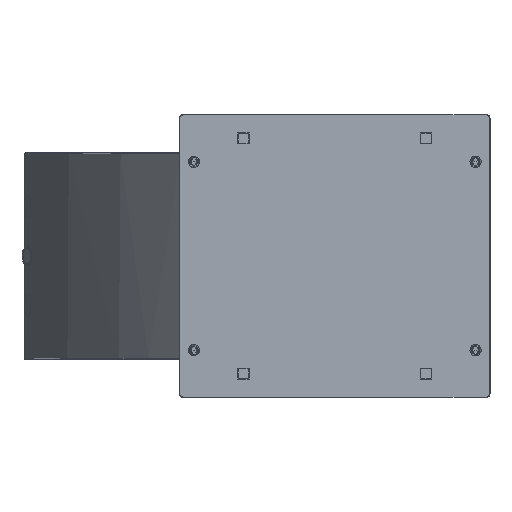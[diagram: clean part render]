
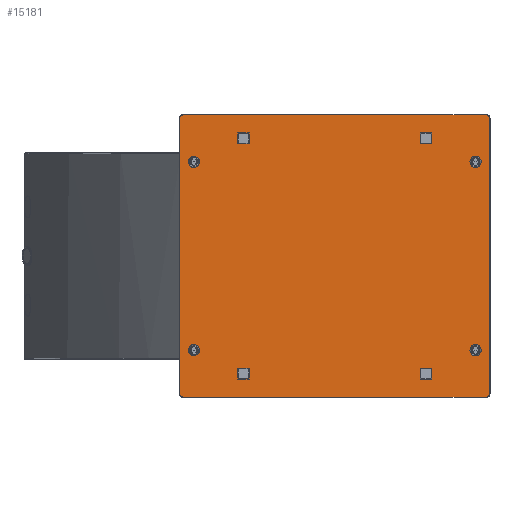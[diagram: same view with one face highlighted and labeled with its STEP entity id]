
A CAD part, front view. The second image highlights one B-rep face of the part: STEP entity #15181.
In plain terms, the highlighted planar face has unit normal (0, -1, 0).
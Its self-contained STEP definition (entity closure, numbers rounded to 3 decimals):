
#277=CIRCLE('',#19456,7.157);
#278=CIRCLE('',#19457,7.157);
#279=CIRCLE('',#19458,7.035);
#280=CIRCLE('',#19459,7.035);
#281=CIRCLE('',#19460,4.606);
#282=CIRCLE('',#19461,4.606);
#283=CIRCLE('',#19462,4.606);
#284=CIRCLE('',#19463,4.606);
#1028=PLANE('',#19455);
#3142=ORIENTED_EDGE('',*,*,#6862,.F.);
#3143=ORIENTED_EDGE('',*,*,#6863,.F.);
#3144=ORIENTED_EDGE('',*,*,#6864,.F.);
#3145=ORIENTED_EDGE('',*,*,#6865,.F.);
#3146=ORIENTED_EDGE('',*,*,#6866,.T.);
#3147=ORIENTED_EDGE('',*,*,#6867,.T.);
#3148=ORIENTED_EDGE('',*,*,#6868,.T.);
#3149=ORIENTED_EDGE('',*,*,#6869,.F.);
#3150=ORIENTED_EDGE('',*,*,#6870,.F.);
#3151=ORIENTED_EDGE('',*,*,#6871,.T.);
#3152=ORIENTED_EDGE('',*,*,#6872,.F.);
#3153=ORIENTED_EDGE('',*,*,#6873,.F.);
#3154=ORIENTED_EDGE('',*,*,#6874,.T.);
#3155=ORIENTED_EDGE('',*,*,#6875,.T.);
#3156=ORIENTED_EDGE('',*,*,#6876,.T.);
#3157=ORIENTED_EDGE('',*,*,#6877,.T.);
#3158=ORIENTED_EDGE('',*,*,#6878,.T.);
#3159=ORIENTED_EDGE('',*,*,#6879,.T.);
#3160=ORIENTED_EDGE('',*,*,#6880,.T.);
#3161=ORIENTED_EDGE('',*,*,#6881,.T.);
#3162=ORIENTED_EDGE('',*,*,#6882,.T.);
#3163=ORIENTED_EDGE('',*,*,#6883,.T.);
#3164=ORIENTED_EDGE('',*,*,#6884,.T.);
#3165=ORIENTED_EDGE('',*,*,#6885,.T.);
#3166=ORIENTED_EDGE('',*,*,#6886,.T.);
#3167=ORIENTED_EDGE('',*,*,#6887,.T.);
#3168=ORIENTED_EDGE('',*,*,#6888,.T.);
#3169=ORIENTED_EDGE('',*,*,#6889,.T.);
#6862=EDGE_CURVE('',#8852,#8852,#277,.T.);
#6863=EDGE_CURVE('',#8853,#8853,#278,.T.);
#6864=EDGE_CURVE('',#8854,#8854,#279,.T.);
#6865=EDGE_CURVE('',#8855,#8855,#280,.T.);
#6866=EDGE_CURVE('',#8856,#8857,#10307,.T.);
#6867=EDGE_CURVE('',#8857,#8858,#281,.T.);
#6868=EDGE_CURVE('',#8858,#8859,#10308,.T.);
#6869=EDGE_CURVE('',#8860,#8859,#282,.T.);
#6870=EDGE_CURVE('',#8861,#8860,#10309,.T.);
#6871=EDGE_CURVE('',#8861,#8862,#283,.T.);
#6872=EDGE_CURVE('',#8863,#8862,#10310,.T.);
#6873=EDGE_CURVE('',#8856,#8863,#284,.T.);
#6874=EDGE_CURVE('',#8864,#8865,#10311,.T.);
#6875=EDGE_CURVE('',#8865,#8866,#10312,.T.);
#6876=EDGE_CURVE('',#8866,#8867,#10313,.T.);
#6877=EDGE_CURVE('',#8867,#8864,#10314,.T.);
#6878=EDGE_CURVE('',#8868,#8869,#10315,.T.);
#6879=EDGE_CURVE('',#8869,#8870,#10316,.T.);
#6880=EDGE_CURVE('',#8870,#8871,#10317,.T.);
#6881=EDGE_CURVE('',#8871,#8868,#10318,.T.);
#6882=EDGE_CURVE('',#8872,#8873,#10319,.T.);
#6883=EDGE_CURVE('',#8873,#8874,#10320,.T.);
#6884=EDGE_CURVE('',#8874,#8875,#10321,.T.);
#6885=EDGE_CURVE('',#8875,#8872,#10322,.T.);
#6886=EDGE_CURVE('',#8876,#8877,#10323,.T.);
#6887=EDGE_CURVE('',#8877,#8878,#10324,.T.);
#6888=EDGE_CURVE('',#8878,#8879,#10325,.T.);
#6889=EDGE_CURVE('',#8879,#8876,#10326,.T.);
#8852=VERTEX_POINT('',#27117);
#8853=VERTEX_POINT('',#27119);
#8854=VERTEX_POINT('',#27121);
#8855=VERTEX_POINT('',#27123);
#8856=VERTEX_POINT('',#27125);
#8857=VERTEX_POINT('',#27126);
#8858=VERTEX_POINT('',#27128);
#8859=VERTEX_POINT('',#27130);
#8860=VERTEX_POINT('',#27132);
#8861=VERTEX_POINT('',#27134);
#8862=VERTEX_POINT('',#27136);
#8863=VERTEX_POINT('',#27138);
#8864=VERTEX_POINT('',#27141);
#8865=VERTEX_POINT('',#27142);
#8866=VERTEX_POINT('',#27144);
#8867=VERTEX_POINT('',#27146);
#8868=VERTEX_POINT('',#27149);
#8869=VERTEX_POINT('',#27150);
#8870=VERTEX_POINT('',#27152);
#8871=VERTEX_POINT('',#27154);
#8872=VERTEX_POINT('',#27157);
#8873=VERTEX_POINT('',#27158);
#8874=VERTEX_POINT('',#27160);
#8875=VERTEX_POINT('',#27162);
#8876=VERTEX_POINT('',#27165);
#8877=VERTEX_POINT('',#27166);
#8878=VERTEX_POINT('',#27168);
#8879=VERTEX_POINT('',#27170);
#10307=LINE('',#27124,#11728);
#10308=LINE('',#27129,#11729);
#10309=LINE('',#27133,#11730);
#10310=LINE('',#27137,#11731);
#10311=LINE('',#27140,#11732);
#10312=LINE('',#27143,#11733);
#10313=LINE('',#27145,#11734);
#10314=LINE('',#27147,#11735);
#10315=LINE('',#27148,#11736);
#10316=LINE('',#27151,#11737);
#10317=LINE('',#27153,#11738);
#10318=LINE('',#27155,#11739);
#10319=LINE('',#27156,#11740);
#10320=LINE('',#27159,#11741);
#10321=LINE('',#27161,#11742);
#10322=LINE('',#27163,#11743);
#10323=LINE('',#27164,#11744);
#10324=LINE('',#27167,#11745);
#10325=LINE('',#27169,#11746);
#10326=LINE('',#27171,#11747);
#11728=VECTOR('',#21939,1000.);
#11729=VECTOR('',#21942,1000.);
#11730=VECTOR('',#21945,1000.);
#11731=VECTOR('',#21948,1000.);
#11732=VECTOR('',#21951,1000.);
#11733=VECTOR('',#21952,1000.);
#11734=VECTOR('',#21953,1000.);
#11735=VECTOR('',#21954,1000.);
#11736=VECTOR('',#21955,1000.);
#11737=VECTOR('',#21956,1000.);
#11738=VECTOR('',#21957,1000.);
#11739=VECTOR('',#21958,1000.);
#11740=VECTOR('',#21959,1000.);
#11741=VECTOR('',#21960,1000.);
#11742=VECTOR('',#21961,1000.);
#11743=VECTOR('',#21962,1000.);
#11744=VECTOR('',#21963,1000.);
#11745=VECTOR('',#21964,1000.);
#11746=VECTOR('',#21965,1000.);
#11747=VECTOR('',#21966,1000.);
#13024=EDGE_LOOP('',(#3142));
#13025=EDGE_LOOP('',(#3143));
#13026=EDGE_LOOP('',(#3144));
#13027=EDGE_LOOP('',(#3145));
#13028=EDGE_LOOP('',(#3146,#3147,#3148,#3149,#3150,#3151,#3152,#3153));
#13029=EDGE_LOOP('',(#3154,#3155,#3156,#3157));
#13030=EDGE_LOOP('',(#3158,#3159,#3160,#3161));
#13031=EDGE_LOOP('',(#3162,#3163,#3164,#3165));
#13032=EDGE_LOOP('',(#3166,#3167,#3168,#3169));
#14070=FACE_BOUND('',#13024,.T.);
#14071=FACE_BOUND('',#13025,.T.);
#14072=FACE_BOUND('',#13026,.T.);
#14073=FACE_BOUND('',#13027,.T.);
#14074=FACE_BOUND('',#13028,.T.);
#14075=FACE_BOUND('',#13029,.T.);
#14076=FACE_BOUND('',#13030,.T.);
#14077=FACE_BOUND('',#13031,.T.);
#14078=FACE_BOUND('',#13032,.T.);
#15181=ADVANCED_FACE('',(#14070,#14071,#14072,#14073,#14074,#14075,#14076,
#14077,#14078),#1028,.T.);
#19455=AXIS2_PLACEMENT_3D('',#27115,#21929,#21930);
#19456=AXIS2_PLACEMENT_3D('',#27116,#21931,#21932);
#19457=AXIS2_PLACEMENT_3D('',#27118,#21933,#21934);
#19458=AXIS2_PLACEMENT_3D('',#27120,#21935,#21936);
#19459=AXIS2_PLACEMENT_3D('',#27122,#21937,#21938);
#19460=AXIS2_PLACEMENT_3D('',#27127,#21940,#21941);
#19461=AXIS2_PLACEMENT_3D('',#27131,#21943,#21944);
#19462=AXIS2_PLACEMENT_3D('',#27135,#21946,#21947);
#19463=AXIS2_PLACEMENT_3D('',#27139,#21949,#21950);
#21929=DIRECTION('',(0.,-1.,0.));
#21930=DIRECTION('',(0.,0.,-1.));
#21931=DIRECTION('',(0.,-1.,0.));
#21932=DIRECTION('',(0.,0.,-1.));
#21933=DIRECTION('',(0.,-1.,0.));
#21934=DIRECTION('',(0.,0.,-1.));
#21935=DIRECTION('',(0.,-1.,0.));
#21936=DIRECTION('',(0.,0.,-1.));
#21937=DIRECTION('',(0.,-1.,0.));
#21938=DIRECTION('',(0.,0.,-1.));
#21939=DIRECTION('',(0.,0.,-1.));
#21940=DIRECTION('',(0.,-1.,0.));
#21941=DIRECTION('',(0.,0.,-1.));
#21942=DIRECTION('',(1.,0.,0.));
#21943=DIRECTION('',(0.,1.,0.));
#21944=DIRECTION('',(0.,0.,-1.));
#21945=DIRECTION('',(0.,0.,-1.));
#21946=DIRECTION('',(0.,-1.,0.));
#21947=DIRECTION('',(0.,0.,-1.));
#21948=DIRECTION('',(1.,0.,0.));
#21949=DIRECTION('',(0.,1.,0.));
#21950=DIRECTION('',(0.,0.,-1.));
#21951=DIRECTION('',(-1.,0.,0.));
#21952=DIRECTION('',(0.,0.,1.));
#21953=DIRECTION('',(1.,0.,0.));
#21954=DIRECTION('',(0.,0.,-1.));
#21955=DIRECTION('',(-1.,0.,0.));
#21956=DIRECTION('',(0.,0.,1.));
#21957=DIRECTION('',(1.,0.,0.));
#21958=DIRECTION('',(0.,0.,-1.));
#21959=DIRECTION('',(1.,0.,0.));
#21960=DIRECTION('',(0.,0.,-1.));
#21961=DIRECTION('',(-1.,0.,0.));
#21962=DIRECTION('',(0.,0.,1.));
#21963=DIRECTION('',(1.,0.,0.));
#21964=DIRECTION('',(0.,0.,-1.));
#21965=DIRECTION('',(-1.,0.,0.));
#21966=DIRECTION('',(0.,0.,1.));
#27115=CARTESIAN_POINT('',(-192.9,-4.5,-175.3));
#27116=CARTESIAN_POINT('',(179.5,-4.5,-120.));
#27117=CARTESIAN_POINT('',(179.5,-4.5,-127.157));
#27118=CARTESIAN_POINT('',(179.5,-4.5,120.));
#27119=CARTESIAN_POINT('',(179.5,-4.5,112.843));
#27120=CARTESIAN_POINT('',(-179.5,-4.5,120.));
#27121=CARTESIAN_POINT('',(-179.5,-4.5,112.965));
#27122=CARTESIAN_POINT('',(-179.5,-4.5,-120.));
#27123=CARTESIAN_POINT('',(-179.5,-4.5,-127.035));
#27124=CARTESIAN_POINT('',(-197.506,-4.5,-175.3));
#27125=CARTESIAN_POINT('',(-197.506,-4.5,175.3));
#27126=CARTESIAN_POINT('',(-197.506,-4.5,-175.3));
#27127=CARTESIAN_POINT('',(-192.9,-4.5,-175.3));
#27128=CARTESIAN_POINT('',(-192.9,-4.5,-179.906));
#27129=CARTESIAN_POINT('',(-192.9,-4.5,-179.906));
#27130=CARTESIAN_POINT('',(192.9,-4.5,-179.906));
#27131=CARTESIAN_POINT('',(192.9,-4.5,-175.3));
#27132=CARTESIAN_POINT('',(197.506,-4.5,-175.3));
#27133=CARTESIAN_POINT('',(197.506,-4.5,-180.3));
#27134=CARTESIAN_POINT('',(197.506,-4.5,175.3));
#27135=CARTESIAN_POINT('',(192.9,-4.5,175.3));
#27136=CARTESIAN_POINT('',(192.9,-4.5,179.906));
#27137=CARTESIAN_POINT('',(-197.9,-4.5,179.906));
#27138=CARTESIAN_POINT('',(-192.9,-4.5,179.906));
#27139=CARTESIAN_POINT('',(-192.9,-4.5,175.3));
#27140=CARTESIAN_POINT('',(-192.9,-4.5,-156.83));
#27141=CARTESIAN_POINT('',(-109.16,-4.5,-156.83));
#27142=CARTESIAN_POINT('',(-123.54,-4.5,-156.83));
#27143=CARTESIAN_POINT('',(-123.54,-4.5,-175.3));
#27144=CARTESIAN_POINT('',(-123.54,-4.5,-143.05));
#27145=CARTESIAN_POINT('',(-192.9,-4.5,-143.05));
#27146=CARTESIAN_POINT('',(-109.16,-4.5,-143.05));
#27147=CARTESIAN_POINT('',(-109.16,-4.5,-175.3));
#27148=CARTESIAN_POINT('',(-192.9,-4.5,143.05));
#27149=CARTESIAN_POINT('',(-109.16,-4.5,143.05));
#27150=CARTESIAN_POINT('',(-123.54,-4.5,143.05));
#27151=CARTESIAN_POINT('',(-123.54,-4.5,-175.3));
#27152=CARTESIAN_POINT('',(-123.54,-4.5,156.83));
#27153=CARTESIAN_POINT('',(-192.9,-4.5,156.83));
#27154=CARTESIAN_POINT('',(-109.16,-4.5,156.83));
#27155=CARTESIAN_POINT('',(-109.16,-4.5,-175.3));
#27156=CARTESIAN_POINT('',(-192.9,-4.5,156.83));
#27157=CARTESIAN_POINT('',(109.16,-4.5,156.83));
#27158=CARTESIAN_POINT('',(123.54,-4.5,156.83));
#27159=CARTESIAN_POINT('',(123.54,-4.5,-175.3));
#27160=CARTESIAN_POINT('',(123.54,-4.5,143.05));
#27161=CARTESIAN_POINT('',(-192.9,-4.5,143.05));
#27162=CARTESIAN_POINT('',(109.16,-4.5,143.05));
#27163=CARTESIAN_POINT('',(109.16,-4.5,-175.3));
#27164=CARTESIAN_POINT('',(-192.9,-4.5,-143.05));
#27165=CARTESIAN_POINT('',(109.16,-4.5,-143.05));
#27166=CARTESIAN_POINT('',(123.54,-4.5,-143.05));
#27167=CARTESIAN_POINT('',(123.54,-4.5,-175.3));
#27168=CARTESIAN_POINT('',(123.54,-4.5,-156.83));
#27169=CARTESIAN_POINT('',(-192.9,-4.5,-156.83));
#27170=CARTESIAN_POINT('',(109.16,-4.5,-156.83));
#27171=CARTESIAN_POINT('',(109.16,-4.5,-175.3));
